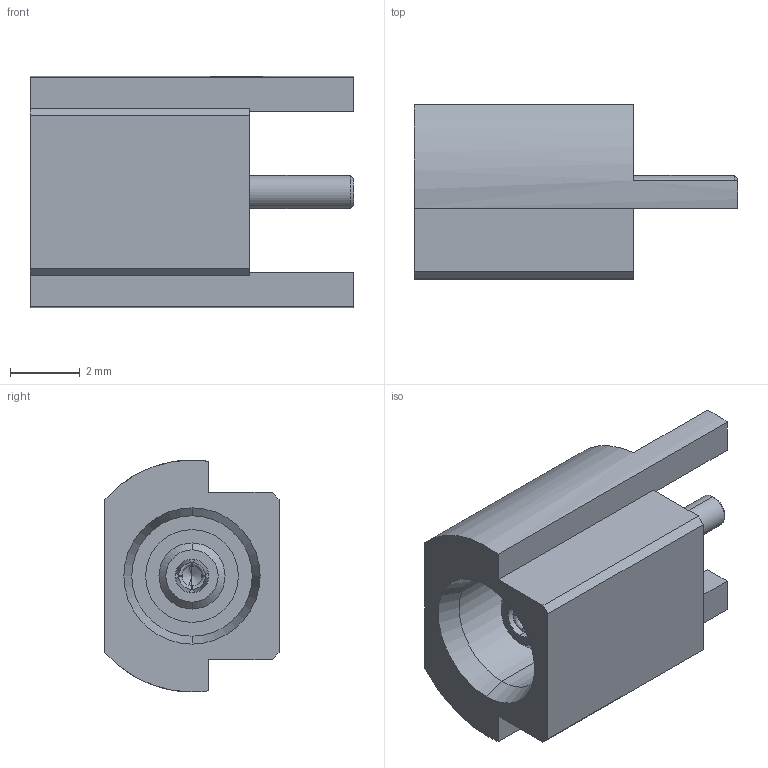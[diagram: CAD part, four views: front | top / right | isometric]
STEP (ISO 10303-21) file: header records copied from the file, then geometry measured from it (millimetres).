
FILE_DESCRIPTION (( 'STEP AP214' ), '1' );
FILE_NAME ('FMCN5180_3D.step', '2024-07-31T17:10:39', ( '' ), ( '' ), 'SwSTEP 2.0', 'SolidWorks 2022', '' );
FILE_SCHEMA (( 'AUTOMOTIVE_DESIGN' ));
Length unit declared in the file: inch
Products named in the file (4): Copy of item32-1^FMCN5180; Copy of item32-3^FMCN5180; Copy of item32-2^FMCN5180; FMCN5180_3D
Assembly tree (3 placements, depth 2):
  FMCN5180_3D
    Copy of item32-1^FMCN5180
    Copy of item32-2^FMCN5180
    Copy of item32-3^FMCN5180
Bounding box: 9.3 x 5 x 6.66 mm (x, y, z)
Volume: 145.4 mm3; surface area: 359.2 mm2
Topology: 3 solids, 3 shells, 93 faces, 211 edges, 127 vertices
Faces by surface type: plane 36, cylinder 29, cone 24, bspline 4
Entity records: 4121 total; most frequent: CARTESIAN_POINT 663, DIRECTION 467, ORIENTED_EDGE 418, EDGE_CURVE 209, AXIS2_PLACEMENT_3D 187, VERTEX_POINT 127, DIMENSIONAL_EXPONENTS 103, UNCERTAINTY_MEASURE_WITH_UNIT 103
